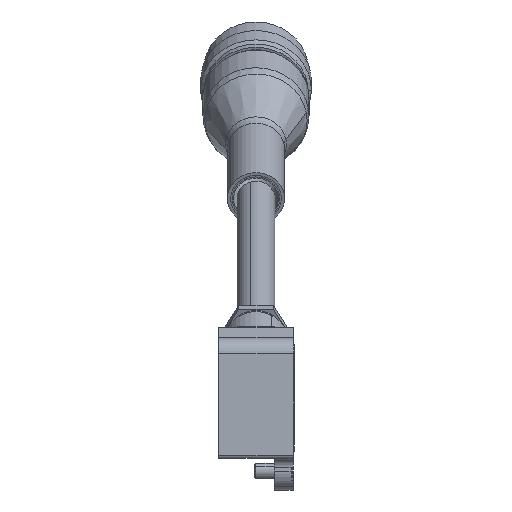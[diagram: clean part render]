
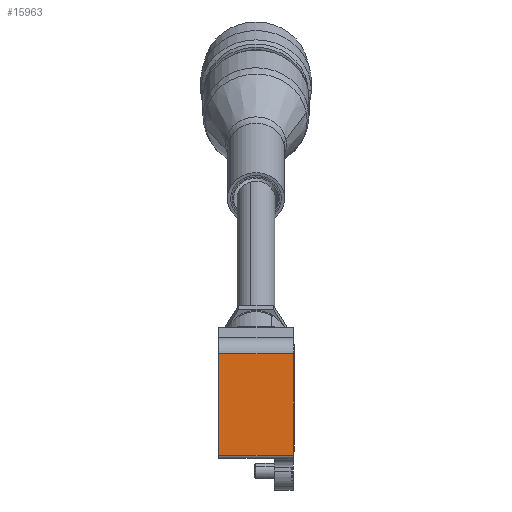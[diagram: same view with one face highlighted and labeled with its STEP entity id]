
A CAD part, left-side view. The second image highlights one B-rep face of the part: STEP entity #15963.
In plain terms, the highlighted planar face has unit normal (-1, 0, 0).
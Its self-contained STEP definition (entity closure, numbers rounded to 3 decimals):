
#14 = DIRECTION ( 'NONE',  ( 0., -1., 0. ) ) ;
#47 = CARTESIAN_POINT ( 'NONE',  ( -29., 11.5, 45. ) ) ;
#2010 = CARTESIAN_POINT ( 'NONE',  ( -29., -12., 1. ) ) ;
#2690 = ORIENTED_EDGE ( 'NONE', *, *, #8011, .F. ) ;
#3386 = CARTESIAN_POINT ( 'NONE',  ( -29., -12., 45. ) ) ;
#3456 = CARTESIAN_POINT ( 'NONE',  ( -29., -12., 1. ) ) ;
#3768 = VECTOR ( 'NONE', #11894, 1000. ) ;
#5392 = DIRECTION ( 'NONE',  ( 0., 0., -1. ) ) ;
#6455 = LINE ( 'NONE', #2010, #21011 ) ;
#8011 = EDGE_CURVE ( 'NONE', #14043, #14817, #15084, .T. ) ;
#8488 = CARTESIAN_POINT ( 'NONE',  ( -29., -12., 45. ) ) ;
#8764 = VERTEX_POINT ( 'NONE', #10090 ) ;
#8852 = AXIS2_PLACEMENT_3D ( 'NONE', #3386, #17249, #5392 ) ;
#9203 = ORIENTED_EDGE ( 'NONE', *, *, #25624, .T. ) ;
#9488 = EDGE_CURVE ( 'NONE', #14043, #15193, #22343, .T. ) ;
#10090 = CARTESIAN_POINT ( 'NONE',  ( -29., 11.5, 1. ) ) ;
#10305 = ORIENTED_EDGE ( 'NONE', *, *, #9488, .T. ) ;
#11248 = PLANE ( 'NONE',  #8852 ) ;
#11889 = EDGE_CURVE ( 'NONE', #8764, #14817, #6455, .T. ) ;
#11894 = DIRECTION ( 'NONE',  ( 0., 0., -1. ) ) ;
#14043 = VERTEX_POINT ( 'NONE', #14322 ) ;
#14298 = LINE ( 'NONE', #47, #3768 ) ;
#14322 = CARTESIAN_POINT ( 'NONE',  ( -29., -12., 33. ) ) ;
#14463 = EDGE_LOOP ( 'NONE', ( #9203, #23852, #2690, #10305 ) ) ;
#14817 = VERTEX_POINT ( 'NONE', #3456 ) ;
#15084 = LINE ( 'NONE', #8488, #25009 ) ;
#15193 = VERTEX_POINT ( 'NONE', #24492 ) ;
#15963 = ADVANCED_FACE ( 'NONE', ( #24177 ), #11248, .F. ) ;
#16570 = DIRECTION ( 'NONE',  ( 0., 1., 0. ) ) ;
#17075 = VECTOR ( 'NONE', #16570, 1000. ) ;
#17249 = DIRECTION ( 'NONE',  ( 1., 0., 0. ) ) ;
#20384 = DIRECTION ( 'NONE',  ( 0., 0., -1. ) ) ;
#21011 = VECTOR ( 'NONE', #14, 1000. ) ;
#22343 = LINE ( 'NONE', #24465, #17075 ) ;
#23852 = ORIENTED_EDGE ( 'NONE', *, *, #11889, .T. ) ;
#24177 = FACE_OUTER_BOUND ( 'NONE', #14463, .T. ) ;
#24465 = CARTESIAN_POINT ( 'NONE',  ( -29., -12., 33. ) ) ;
#24492 = CARTESIAN_POINT ( 'NONE',  ( -29., 11.5, 33. ) ) ;
#25009 = VECTOR ( 'NONE', #20384, 1000. ) ;
#25624 = EDGE_CURVE ( 'NONE', #15193, #8764, #14298, .T. ) ;
